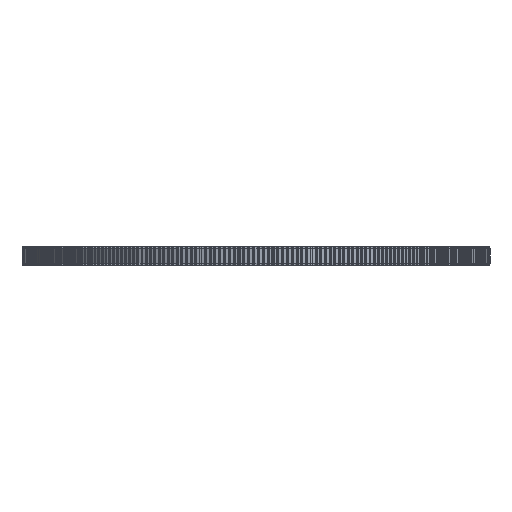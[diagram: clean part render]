
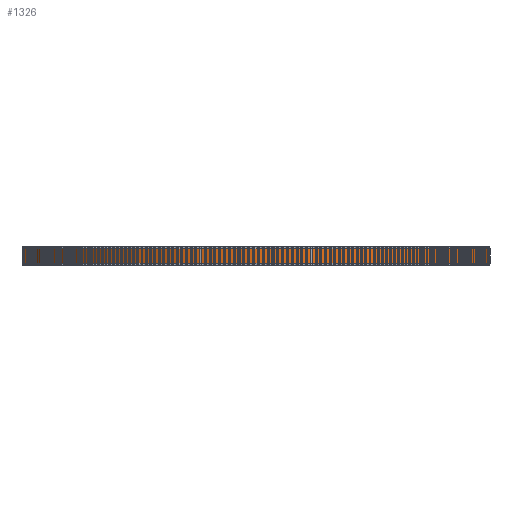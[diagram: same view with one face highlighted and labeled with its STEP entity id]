
A CAD part, front view. The second image highlights one B-rep face of the part: STEP entity #1326.
In plain terms, the highlighted cylindrical face has radius 95.811 mm (diameter 191.623 mm), a full revolution.
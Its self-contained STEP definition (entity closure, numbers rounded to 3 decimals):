
#97=FACE_BOUND('',#4944,.T.);
#98=FACE_BOUND('',#4945,.T.);
#1326=ADVANCED_FACE('',(#97,#98),#2531,.T.);
#2531=CYLINDRICAL_SURFACE('',#26631,95.811);
#4944=EDGE_LOOP('',(#14578));
#4945=EDGE_LOOP('',(#14579));
#14578=ORIENTED_EDGE('',*,*,#20602,.T.);
#14579=ORIENTED_EDGE('',*,*,#20603,.T.);
#16988=VERTEX_POINT('',#42300);
#16989=VERTEX_POINT('',#42302);
#20602=EDGE_CURVE('',#16988,#16988,#23012,.T.);
#20603=EDGE_CURVE('',#16989,#16989,#23013,.T.);
#23012=CIRCLE('',#26629,95.811);
#23013=CIRCLE('',#26630,95.811);
#26629=AXIS2_PLACEMENT_3D('',#42299,#35066,#35067);
#26630=AXIS2_PLACEMENT_3D('',#42301,#35068,#35069);
#26631=AXIS2_PLACEMENT_3D('',#42303,#35070,#35071);
#35066=DIRECTION('',(0.,0.,1.));
#35067=DIRECTION('',(1.,0.,0.));
#35068=DIRECTION('',(0.,0.,-1.));
#35069=DIRECTION('',(1.,0.,0.));
#35070=DIRECTION('',(0.,0.,1.));
#35071=DIRECTION('',(1.,0.,0.));
#42299=CARTESIAN_POINT('',(0.,0.,1.));
#42300=CARTESIAN_POINT('',(95.811,0.,1.));
#42301=CARTESIAN_POINT('',(0.,0.,7.));
#42302=CARTESIAN_POINT('',(95.811,0.,7.));
#42303=CARTESIAN_POINT('',(0.,0.,1.));
